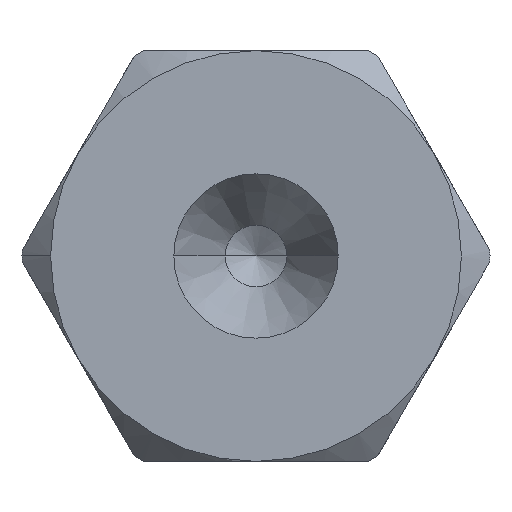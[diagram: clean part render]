
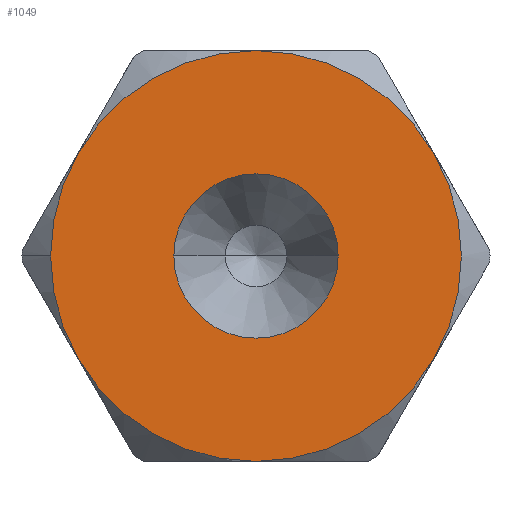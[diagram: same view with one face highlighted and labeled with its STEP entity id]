
A CAD part, left-side view. The second image highlights one B-rep face of the part: STEP entity #1049.
In plain terms, the highlighted planar face has unit normal (-1, 0, 0).
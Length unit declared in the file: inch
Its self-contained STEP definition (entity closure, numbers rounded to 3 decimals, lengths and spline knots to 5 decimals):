
#3 = VERTEX_POINT ( 'NONE', #1068 ) ;
#15 = ORIENTED_EDGE ( 'NONE', *, *, #234, .T. ) ;
#25 = ORIENTED_EDGE ( 'NONE', *, *, #167, .F. ) ;
#33 = ORIENTED_EDGE ( 'NONE', *, *, #154, .F. ) ;
#61 = ORIENTED_EDGE ( 'NONE', *, *, #165, .F. ) ;
#71 = ORIENTED_EDGE ( 'NONE', *, *, #259, .F. ) ;
#93 = ORIENTED_EDGE ( 'NONE', *, *, #159, .F. ) ;
#94 = ORIENTED_EDGE ( 'NONE', *, *, #162, .F. ) ;
#111 = ORIENTED_EDGE ( 'NONE', *, *, #161, .F. ) ;
#114 = ORIENTED_EDGE ( 'NONE', *, *, #173, .T. ) ;
#154 = EDGE_CURVE ( 'NONE', #1342, #400, #410, .T. ) ;
#159 = EDGE_CURVE ( 'NONE', #400, #1358, #414, .T. ) ;
#161 = EDGE_CURVE ( 'NONE', #1358, #402, #416, .T. ) ;
#162 = EDGE_CURVE ( 'NONE', #1413, #399, #418, .T. ) ;
#165 = EDGE_CURVE ( 'NONE', #399, #3, #421, .T. ) ;
#167 = EDGE_CURVE ( 'NONE', #3, #1342, #423, .T. ) ;
#173 = EDGE_CURVE ( 'NONE', #1383, #1350, #428, .T. ) ;
#234 = EDGE_CURVE ( 'NONE', #1350, #1383, #499, .T. ) ;
#259 = EDGE_CURVE ( 'NONE', #402, #1413, #541, .T. ) ;
#267 = AXIS2_PLACEMENT_3D ( 'NONE', #1080, #1081, #1082 ) ;
#269 = AXIS2_PLACEMENT_3D ( 'NONE', #1100, #1101, #1102 ) ;
#273 = AXIS2_PLACEMENT_3D ( 'NONE', #1106, #1107, #1108 ) ;
#274 = AXIS2_PLACEMENT_3D ( 'NONE', #1109, #1110, #1111 ) ;
#280 = AXIS2_PLACEMENT_3D ( 'NONE', #1118, #1119, #1120 ) ;
#284 = AXIS2_PLACEMENT_3D ( 'NONE', #1125, #1126, #1127 ) ;
#295 = AXIS2_PLACEMENT_3D ( 'NONE', #1143, #1144, #1145 ) ;
#320 = AXIS2_PLACEMENT_3D ( 'NONE', #905, #908, #907 ) ;
#334 = AXIS2_PLACEMENT_3D ( 'NONE', #947, #946, #948 ) ;
#366 = AXIS2_PLACEMENT_3D ( 'NONE', #1032, #1031, #1036 ) ;
#399 = VERTEX_POINT ( 'NONE', #1003 ) ;
#400 = VERTEX_POINT ( 'NONE', #1004 ) ;
#402 = VERTEX_POINT ( 'NONE', #1006 ) ;
#410 = CIRCLE ( 'NONE', #267, 0.15625 ) ;
#414 = CIRCLE ( 'NONE', #269, 0.15625 ) ;
#416 = CIRCLE ( 'NONE', #273, 0.15625 ) ;
#418 = CIRCLE ( 'NONE', #274, 0.15625 ) ;
#421 = CIRCLE ( 'NONE', #280, 0.15625 ) ;
#423 = CIRCLE ( 'NONE', #284, 0.15625 ) ;
#428 = CIRCLE ( 'NONE', #295, 0.0625 ) ;
#499 = CIRCLE ( 'NONE', #320, 0.0625 ) ;
#541 = CIRCLE ( 'NONE', #334, 0.15625 ) ;
#595 = FACE_BOUND ( 'NONE', #1444, .T. ) ;
#597 = FACE_OUTER_BOUND ( 'NONE', #1424, .T. ) ;
#660 = CARTESIAN_POINT ( 'NONE',  ( -2.21125, 0.15625, 0. ) ) ;
#672 = CARTESIAN_POINT ( 'NONE',  ( -2.21125, -0.13532, 0.07813 ) ) ;
#678 = CARTESIAN_POINT ( 'NONE',  ( -2.21125, -0.0625, 0. ) ) ;
#684 = CARTESIAN_POINT ( 'NONE',  ( -2.21125, 0., -0.15625 ) ) ;
#694 = CARTESIAN_POINT ( 'NONE',  ( -2.21125, 0.0625, 0. ) ) ;
#905 = CARTESIAN_POINT ( 'NONE',  ( -2.21125, 0., 0. ) ) ;
#907 = DIRECTION ( 'NONE',  ( 0., 1., 0. ) ) ;
#908 = DIRECTION ( 'NONE',  ( 1., 0., 0. ) ) ;
#946 = DIRECTION ( 'NONE',  ( 1., 0., 0. ) ) ;
#947 = CARTESIAN_POINT ( 'NONE',  ( -2.21125, 0., 0. ) ) ;
#948 = DIRECTION ( 'NONE',  ( 0., 1., 0. ) ) ;
#1003 = CARTESIAN_POINT ( 'NONE',  ( -2.21125, 0.13532, 0.07812 ) ) ;
#1004 = CARTESIAN_POINT ( 'NONE',  ( -2.21125, -0.13532, -0.07812 ) ) ;
#1006 = CARTESIAN_POINT ( 'NONE',  ( -2.21125, 0.13532, -0.07812 ) ) ;
#1031 = DIRECTION ( 'NONE',  ( -1., 0., 0. ) ) ;
#1032 = CARTESIAN_POINT ( 'NONE',  ( -2.21125, 0.15625, 0. ) ) ;
#1034 = PLANE ( 'NONE',  #366 ) ;
#1036 = DIRECTION ( 'NONE',  ( 0., -1., 0. ) ) ;
#1049 = ADVANCED_FACE ( 'NONE', ( #595, #597 ), #1034, .T. ) ;
#1068 = CARTESIAN_POINT ( 'NONE',  ( -2.21125, 0., 0.15625 ) ) ;
#1080 = CARTESIAN_POINT ( 'NONE',  ( -2.21125, 0., 0. ) ) ;
#1081 = DIRECTION ( 'NONE',  ( 1., 0., 0. ) ) ;
#1082 = DIRECTION ( 'NONE',  ( 0., 1., 0. ) ) ;
#1100 = CARTESIAN_POINT ( 'NONE',  ( -2.21125, 0., 0. ) ) ;
#1101 = DIRECTION ( 'NONE',  ( 1., 0., 0. ) ) ;
#1102 = DIRECTION ( 'NONE',  ( 0., 1., 0. ) ) ;
#1106 = CARTESIAN_POINT ( 'NONE',  ( -2.21125, 0., 0. ) ) ;
#1107 = DIRECTION ( 'NONE',  ( 1., 0., 0. ) ) ;
#1108 = DIRECTION ( 'NONE',  ( 0., 1., 0. ) ) ;
#1109 = CARTESIAN_POINT ( 'NONE',  ( -2.21125, 0., 0. ) ) ;
#1110 = DIRECTION ( 'NONE',  ( 1., 0., 0. ) ) ;
#1111 = DIRECTION ( 'NONE',  ( 0., 1., 0. ) ) ;
#1118 = CARTESIAN_POINT ( 'NONE',  ( -2.21125, 0., 0. ) ) ;
#1119 = DIRECTION ( 'NONE',  ( 1., 0., 0. ) ) ;
#1120 = DIRECTION ( 'NONE',  ( 0., 1., 0. ) ) ;
#1125 = CARTESIAN_POINT ( 'NONE',  ( -2.21125, 0., 0. ) ) ;
#1126 = DIRECTION ( 'NONE',  ( 1., 0., 0. ) ) ;
#1127 = DIRECTION ( 'NONE',  ( 0., 1., 0. ) ) ;
#1143 = CARTESIAN_POINT ( 'NONE',  ( -2.21125, 0., 0. ) ) ;
#1144 = DIRECTION ( 'NONE',  ( 1., 0., 0. ) ) ;
#1145 = DIRECTION ( 'NONE',  ( 0., 1., 0. ) ) ;
#1342 = VERTEX_POINT ( 'NONE', #672 ) ;
#1350 = VERTEX_POINT ( 'NONE', #678 ) ;
#1358 = VERTEX_POINT ( 'NONE', #684 ) ;
#1383 = VERTEX_POINT ( 'NONE', #694 ) ;
#1413 = VERTEX_POINT ( 'NONE', #660 ) ;
#1424 = EDGE_LOOP ( 'NONE', ( #61, #94, #71, #111, #93, #33, #25 ) ) ;
#1444 = EDGE_LOOP ( 'NONE', ( #15, #114 ) ) ;
